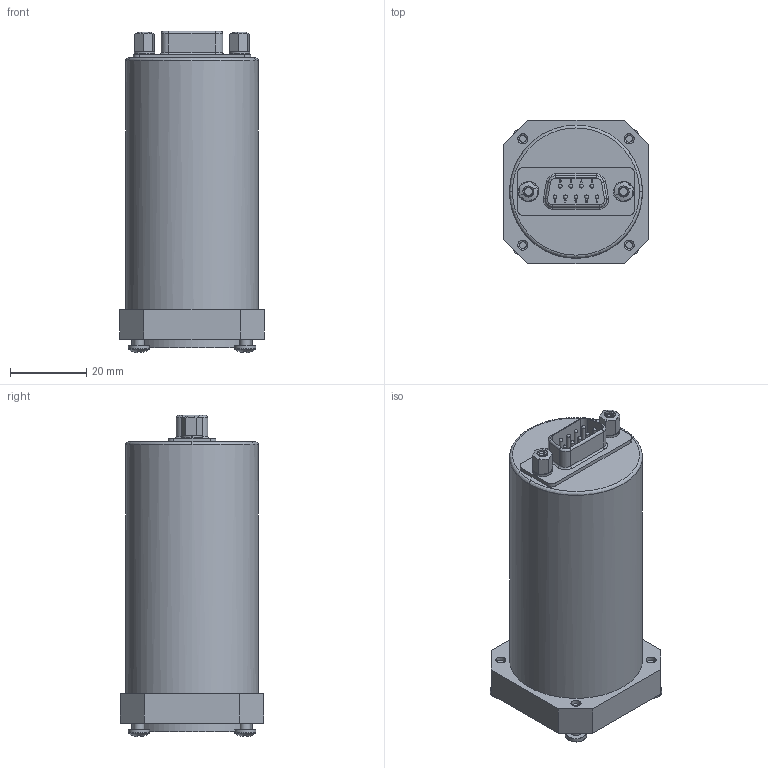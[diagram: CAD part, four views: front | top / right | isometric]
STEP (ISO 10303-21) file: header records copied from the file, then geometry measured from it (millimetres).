
FILE_DESCRIPTION(('STEP AP214'),'1');
FILE_NAME('Pressure Gauge.stp','2024-03-28T18:20:47',(' '),(' '),'Spatial InterOp 3D',' ',' ');
FILE_SCHEMA(('AUTOMOTIVE_DESIGN { 1 0 10303 214 1 1 1 1 }'));
Length unit declared in the file: inch
Products named in the file (103): Gauge DE-09; $RGB$a0a0a0$RGB$; Lock Washer; Jack Screws; $RGB$cccecc$RGB$; Pressure Gauge; Gauge Pointer; Gauge Main; Gauge Screws; $RGB$bcc1c6$RGB$
Assembly tree (105 placements, depth 4):
  Pressure Gauge
    Gauge DE-09
      $RGB$a0a0a0$RGB$
      $RGB$a0a0a0$RGB$
      $RGB$a0a0a0$RGB$
      $RGB$a0a0a0$RGB$
      $RGB$a0a0a0$RGB$
      $RGB$a0a0a0$RGB$
      $RGB$a0a0a0$RGB$
      $RGB$a0a0a0$RGB$
      $RGB$a0a0a0$RGB$
      $RGB$a0a0a0$RGB$
      $RGB$a0a0a0$RGB$
      $RGB$a0a0a0$RGB$
      $RGB$a0a0a0$RGB$
      $RGB$a0a0a0$RGB$
      $RGB$a0a0a0$RGB$
      $RGB$a0a0a0$RGB$
      $RGB$a0a0a0$RGB$
      $RGB$a0a0a0$RGB$
      $RGB$a0a0a0$RGB$
      $RGB$a0a0a0$RGB$
      $RGB$a0a0a0$RGB$
      $RGB$a0a0a0$RGB$
      $RGB$a0a0a0$RGB$
      $RGB$a0a0a0$RGB$
      $RGB$a0a0a0$RGB$
      $RGB$a0a0a0$RGB$
      $RGB$a0a0a0$RGB$
      $RGB$a0a0a0$RGB$
      $RGB$a0a0a0$RGB$
      $RGB$a0a0a0$RGB$
      $RGB$a0a0a0$RGB$
      $RGB$a0a0a0$RGB$
      $RGB$a0a0a0$RGB$
      $RGB$a0a0a0$RGB$
      $RGB$a0a0a0$RGB$
      $RGB$a0a0a0$RGB$
      $RGB$a0a0a0$RGB$
      $RGB$a0a0a0$RGB$
      $RGB$a0a0a0$RGB$
      $RGB$a0a0a0$RGB$
      $RGB$a0a0a0$RGB$
      $RGB$a0a0a0$RGB$
      $RGB$a0a0a0$RGB$
      $RGB$a0a0a0$RGB$
      $RGB$a0a0a0$RGB$
      $RGB$a0a0a0$RGB$
      $RGB$a0a0a0$RGB$
      $RGB$a0a0a0$RGB$
      $RGB$a0a0a0$RGB$
      $RGB$a0a0a0$RGB$
      $RGB$a0a0a0$RGB$
      $RGB$a0a0a0$RGB$
      $RGB$a0a0a0$RGB$
      $RGB$a0a0a0$RGB$
      $RGB$a0a0a0$RGB$
      $RGB$a0a0a0$RGB$
      $RGB$a0a0a0$RGB$
      $RGB$a0a0a0$RGB$
Bounding box: 38.1 x 37.72 x 84.43 mm (x, y, z)
Volume: 70929.3 mm3; surface area: 16502 mm2
Topology: 8 solids, 102 shells, 1508 faces, 9998 edges, 8672 vertices
Faces by surface type: bspline 1196, revolution 312
Entity records: 176510 total; most frequent: CARTESIAN_POINT 76759, ORIENTED_EDGE 18164, EDGE_CURVE 9587, VERTEX_POINT 8359, STYLED_ITEM 7025, PRESENTATION_STYLE_ASSIGNMENT 7025, COLOUR_RGB 7025, B_SPLINE_CURVE_WITH_KNOTS 6558
